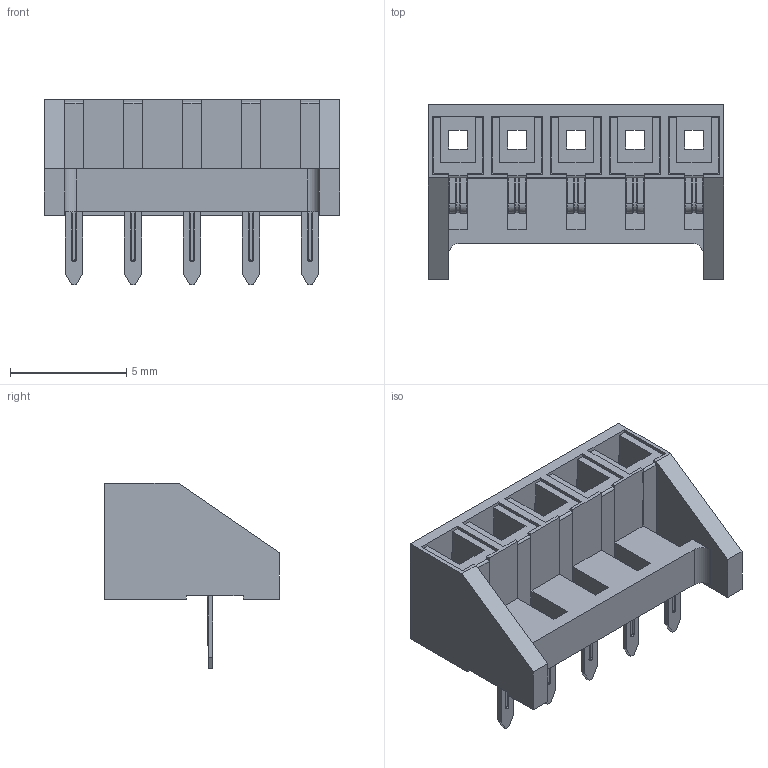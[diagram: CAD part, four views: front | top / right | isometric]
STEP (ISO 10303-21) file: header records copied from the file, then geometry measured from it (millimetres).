
FILE_DESCRIPTION(/* description */ ('CoCreate Modeling STEP Export'),/* implementation_level */ '2;1');
FILE_NAME(/* name */ 'Hirose MDF7-5S-2.54DSA.step',/* time_stamp */ '2025-07-23T15:44:33+01:00',/* author */ (''),/* organization */ (''),/* preprocessor_version */ 'ST-DEVELOPER v20.1',/* originating_system */ 'Autodesk Translation Framework v14.10.0.0',/* authorisation */ '');
FILE_SCHEMA (('AUTOMOTIVE_DESIGN { 1 0 10303 214 3 1 1 }'));
Length unit declared in the file: millimetre
Products named in the file (1): MDF7-5S-2.54DSA
Bounding box: 12.7 x 7.5 x 8 mm (x, y, z)
Volume: 207.5 mm3; surface area: 668.3 mm2
Topology: 1 solids, 1 shells, 438 faces, 1213 edges, 752 vertices
Faces by surface type: plane 321, cylinder 87, torus 20, bspline 10
Entity records: 14026 total; most frequent: CARTESIAN_POINT 2604, ORIENTED_EDGE 2426, DIRECTION 2265, EDGE_CURVE 1213, LINE 979, VECTOR 979, VERTEX_POINT 752, AXIS2_PLACEMENT_3D 643
